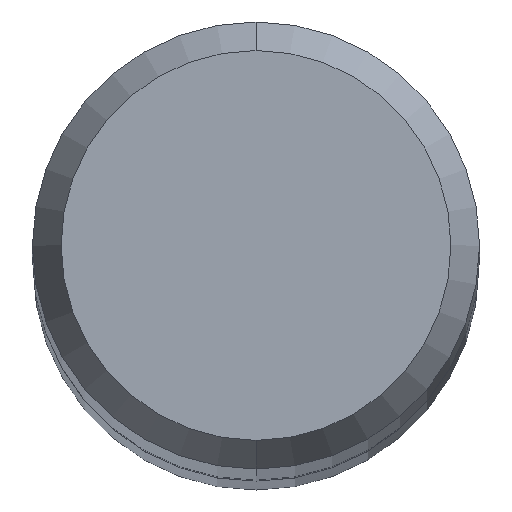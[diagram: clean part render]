
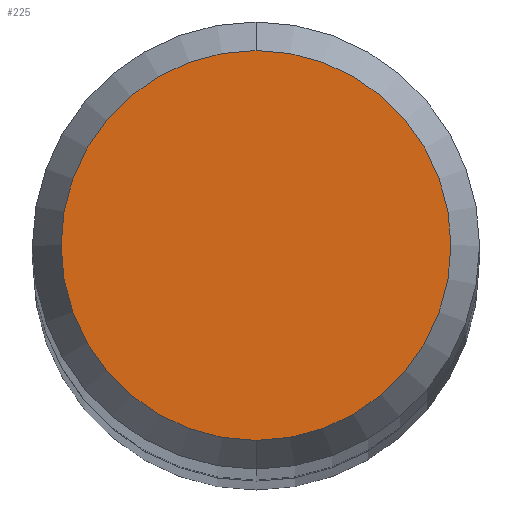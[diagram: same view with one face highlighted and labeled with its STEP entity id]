
A CAD part, top view. The second image highlights one B-rep face of the part: STEP entity #225.
In plain terms, the highlighted planar face has unit normal (0, 0, 1).
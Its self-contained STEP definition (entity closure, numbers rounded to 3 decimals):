
#125=VERTEX_POINT('',#279);
#127=VERTEX_POINT('',#281);
#147=EDGE_CURVE('',#127,#125,#303,.T.);
#183=EDGE_CURVE('',#125,#127,#344,.T.);
#225=ADVANCED_FACE('',(#392),#393,.T.);
#279=CARTESIAN_POINT('',(0.0,1.561,0.0));
#281=CARTESIAN_POINT('',(0.,-1.561,0.0));
#303=CIRCLE('',#483,1.561);
#344=CIRCLE('',#534,1.561);
#392=FACE_OUTER_BOUND('',#591,.T.);
#393=PLANE('',#592);
#483=AXIS2_PLACEMENT_3D('',#659,#660,#661);
#534=AXIS2_PLACEMENT_3D('',#717,#718,#719);
#591=EDGE_LOOP('',(#784,#785));
#592=AXIS2_PLACEMENT_3D('',#786,#787,#788);
#659=CARTESIAN_POINT('',(0.0,0.0,0.0));
#660=DIRECTION('',(0.0,0.0,-1.0));
#661=DIRECTION('',(0.0,1.0,0.0));
#717=CARTESIAN_POINT('',(0.0,0.0,0.0));
#718=DIRECTION('',(0.0,0.0,-1.0));
#719=DIRECTION('',(0.0,1.0,0.0));
#784=ORIENTED_EDGE('',*,*,#183,.F.);
#785=ORIENTED_EDGE('',*,*,#147,.F.);
#786=CARTESIAN_POINT('',(0.0,0.781,0.0));
#787=DIRECTION('',(-0.0,0.0,1.0));
#788=DIRECTION('',(0.0,-1.0,0.0));
